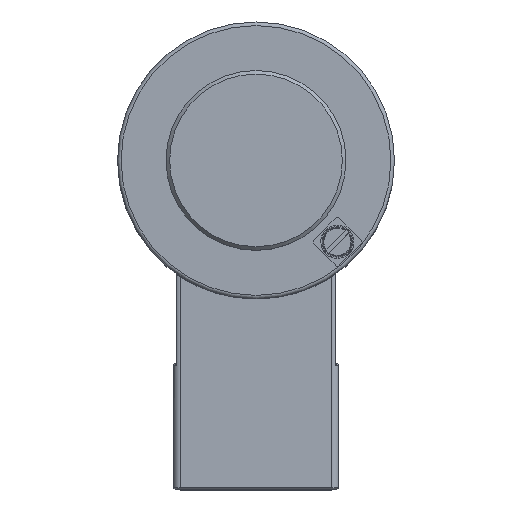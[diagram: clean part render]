
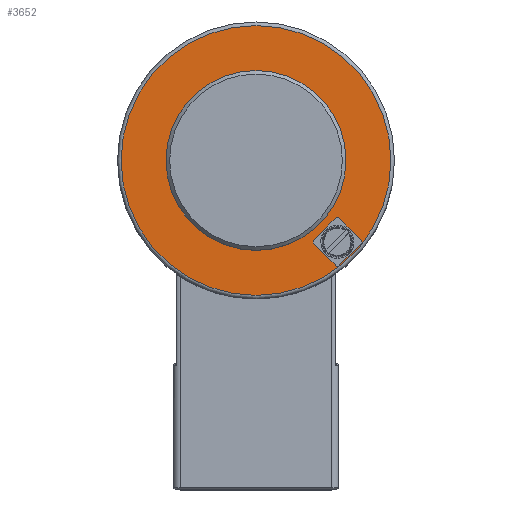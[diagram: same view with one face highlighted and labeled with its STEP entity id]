
A CAD part, top view. The second image highlights one B-rep face of the part: STEP entity #3652.
In plain terms, the highlighted planar face has unit normal (0, 0, 1).
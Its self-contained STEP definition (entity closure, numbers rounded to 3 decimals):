
#279=LINE('',#7366,#487);
#290=LINE('',#7387,#498);
#291=LINE('',#7390,#499);
#293=LINE('',#7394,#501);
#295=LINE('',#7398,#503);
#297=LINE('',#7402,#505);
#299=LINE('',#7406,#507);
#301=LINE('',#7409,#509);
#487=VECTOR('',#4863,9.);
#498=VECTOR('',#4878,0.707);
#499=VECTOR('',#4881,0.707);
#501=VECTOR('',#4885,9.);
#503=VECTOR('',#4889,0.707);
#505=VECTOR('',#4893,9.);
#507=VECTOR('',#4897,0.707);
#509=VECTOR('',#4901,9.);
#785=PLANE('',#4009);
#818=FACE_BOUND('',#1277,.T.);
#819=FACE_BOUND('',#1278,.T.);
#1031=FACE_OUTER_BOUND('',#1276,.T.);
#1276=EDGE_LOOP('',(#3303));
#1277=EDGE_LOOP('',(#3304,#3305,#3306,#3307,#3308,#3309,#3310,#3311));
#1278=EDGE_LOOP('',(#3312));
#1442=CIRCLE('',#4010,37.5);
#1443=CIRCLE('',#4011,24.);
#1757=VERTEX_POINT('',#7362);
#1759=VERTEX_POINT('',#7365);
#1767=VERTEX_POINT('',#7385);
#1768=VERTEX_POINT('',#7389);
#1769=VERTEX_POINT('',#7393);
#1770=VERTEX_POINT('',#7397);
#1771=VERTEX_POINT('',#7401);
#1772=VERTEX_POINT('',#7405);
#1773=VERTEX_POINT('',#7411);
#1774=VERTEX_POINT('',#7413);
#2269=EDGE_CURVE('',#1759,#1757,#279,.T.);
#2280=EDGE_CURVE('',#1757,#1767,#290,.T.);
#2281=EDGE_CURVE('',#1768,#1759,#291,.T.);
#2283=EDGE_CURVE('',#1769,#1768,#293,.T.);
#2285=EDGE_CURVE('',#1770,#1769,#295,.T.);
#2287=EDGE_CURVE('',#1771,#1770,#297,.T.);
#2289=EDGE_CURVE('',#1772,#1771,#299,.T.);
#2291=EDGE_CURVE('',#1767,#1772,#301,.T.);
#2292=EDGE_CURVE('',#1773,#1773,#1442,.T.);
#2293=EDGE_CURVE('',#1774,#1774,#1443,.T.);
#3303=ORIENTED_EDGE('',*,*,#2292,.F.);
#3304=ORIENTED_EDGE('',*,*,#2269,.T.);
#3305=ORIENTED_EDGE('',*,*,#2280,.T.);
#3306=ORIENTED_EDGE('',*,*,#2291,.T.);
#3307=ORIENTED_EDGE('',*,*,#2289,.T.);
#3308=ORIENTED_EDGE('',*,*,#2287,.T.);
#3309=ORIENTED_EDGE('',*,*,#2285,.T.);
#3310=ORIENTED_EDGE('',*,*,#2283,.T.);
#3311=ORIENTED_EDGE('',*,*,#2281,.T.);
#3312=ORIENTED_EDGE('',*,*,#2293,.F.);
#3652=ADVANCED_FACE('',(#1031,#818,#819),#785,.T.);
#4009=AXIS2_PLACEMENT_3D('',#7410,#4902,#4903);
#4010=AXIS2_PLACEMENT_3D('',#7412,#4904,#4905);
#4011=AXIS2_PLACEMENT_3D('',#7414,#4906,#4907);
#4863=DIRECTION('',(-0.707,-0.707,0.));
#4878=DIRECTION('',(-1.,0.,0.));
#4881=DIRECTION('',(0.,-1.,0.));
#4885=DIRECTION('',(0.707,-0.707,0.));
#4889=DIRECTION('',(1.,0.,0.));
#4893=DIRECTION('',(0.707,0.707,0.));
#4897=DIRECTION('',(0.,1.,0.));
#4901=DIRECTION('',(-0.707,0.707,0.));
#4902=DIRECTION('center_axis',(0.,0.,
1.));
#4903=DIRECTION('ref_axis',(0.,-1.,0.));
#4904=DIRECTION('center_axis',(0.,0.,
-1.));
#4905=DIRECTION('ref_axis',(1.,0.,0.));
#4906=DIRECTION('center_axis',(0.,0.,
1.));
#4907=DIRECTION('ref_axis',(0.,-1.,0.));
#7362=CARTESIAN_POINT('',(22.981,-29.344,132.5));
#7365=CARTESIAN_POINT('',(29.345,-22.98,132.5));
#7366=CARTESIAN_POINT('',(20.806,-31.52,132.5));
#7385=CARTESIAN_POINT('',(22.274,-29.344,132.5));
#7387=CARTESIAN_POINT('',(-2.936,-29.344,132.5));
#7389=CARTESIAN_POINT('',(29.345,-22.273,132.5));
#7390=CARTESIAN_POINT('',(29.345,-11.313,132.5));
#7393=CARTESIAN_POINT('',(22.981,-15.909,132.5));
#7394=CARTESIAN_POINT('',(5.956,1.115,132.5));
#7397=CARTESIAN_POINT('',(22.274,-15.909,132.5));
#7398=CARTESIAN_POINT('',(-2.936,-15.909,132.5));
#7401=CARTESIAN_POINT('',(15.91,-22.273,132.5));
#7402=CARTESIAN_POINT('',(10.199,-27.984,132.5));
#7405=CARTESIAN_POINT('',(15.91,-22.98,132.5));
#7406=CARTESIAN_POINT('',(15.91,-11.313,132.5));
#7409=CARTESIAN_POINT('',(2.421,-9.491,132.5));
#7410=CARTESIAN_POINT('Origin',(-28.5,0.001,132.5));
#7411=CARTESIAN_POINT('',(-37.5,0.001,132.5));
#7412=CARTESIAN_POINT('Origin',(0.,0.001,
132.5));
#7413=CARTESIAN_POINT('',(0.,24.,132.5));
#7414=CARTESIAN_POINT('Origin',(0.,0.,
132.5));
